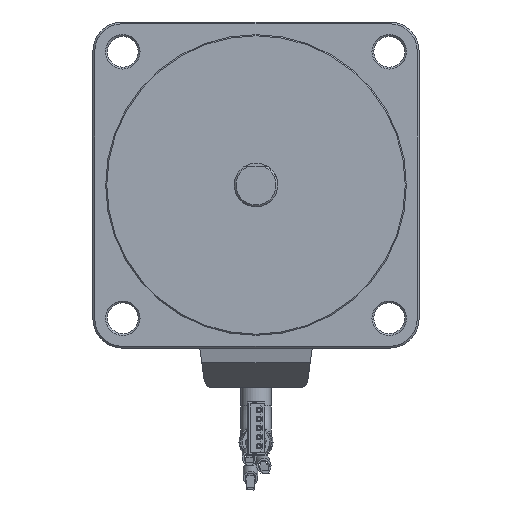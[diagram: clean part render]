
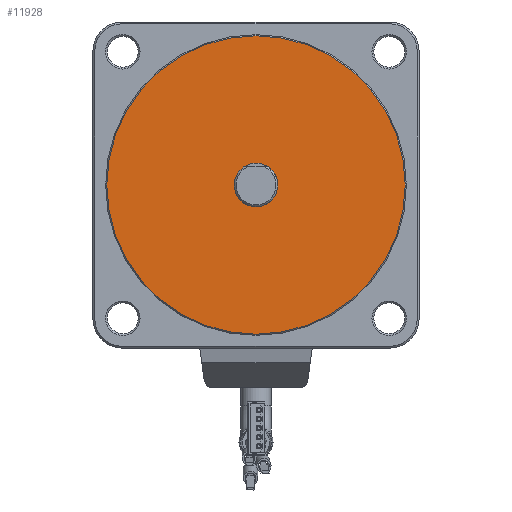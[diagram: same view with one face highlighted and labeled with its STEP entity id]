
A CAD part, front view. The second image highlights one B-rep face of the part: STEP entity #11928.
In plain terms, the highlighted planar face has unit normal (0, -1, 0).
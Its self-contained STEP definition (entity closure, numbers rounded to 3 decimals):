
#9149=CARTESIAN_POINT('',(6.,-2.,0.));
#9150=VERTEX_POINT('',#9149);
#9151=CARTESIAN_POINT('',(0.0,-2.,0.0));
#9152=DIRECTION('',(0.0,1.0,0.0));
#9153=DIRECTION('',(-1.0,0.0,0.0));
#9154=AXIS2_PLACEMENT_3D('',#9151,#9152,#9153);
#9155=CIRCLE('',#9154,6.);
#9156=EDGE_CURVE('',#9150,#9150,#9155,.T.);
#11882=CARTESIAN_POINT('',(41.2,-2.0,0.));
#11883=VERTEX_POINT('',#11882);
#11884=CARTESIAN_POINT('',(0.0,-2.0,0.0));
#11885=DIRECTION('',(0.0,1.0,0.0));
#11886=DIRECTION('',(-1.0,0.0,0.0));
#11887=AXIS2_PLACEMENT_3D('',#11884,#11885,#11886);
#11888=CIRCLE('',#11887,41.2);
#11889=EDGE_CURVE('',#11883,#11883,#11888,.T.);
#11917=CARTESIAN_POINT('',(0.0,-2.0,0.0));
#11918=DIRECTION('',(0.0,1.0,0.0));
#11919=DIRECTION('',(0.0,0.0,1.0));
#11920=AXIS2_PLACEMENT_3D('',#11917,#11918,#11919);
#11921=PLANE('',#11920);
#11922=ORIENTED_EDGE('',*,*,#11889,.F.);
#11923=EDGE_LOOP('',(#11922));
#11924=FACE_OUTER_BOUND('',#11923,.T.);
#11925=ORIENTED_EDGE('',*,*,#9156,.T.);
#11926=EDGE_LOOP('',(#11925));
#11927=FACE_BOUND('',#11926,.T.);
#11928=ADVANCED_FACE('',(#11924,#11927),#11921,.F.);
